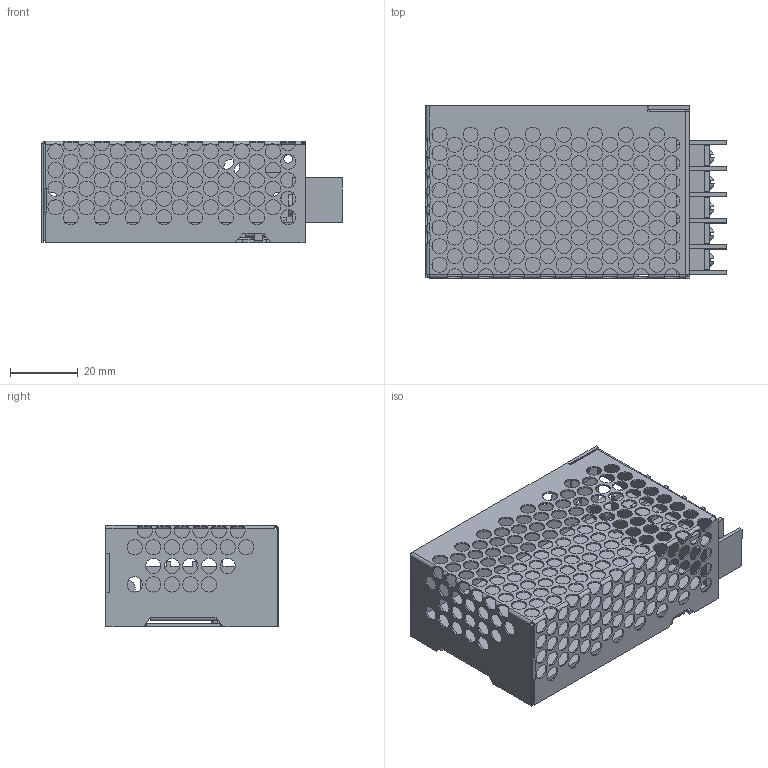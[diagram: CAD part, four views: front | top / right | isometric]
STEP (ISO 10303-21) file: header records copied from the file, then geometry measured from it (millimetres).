
FILE_DESCRIPTION (( 'STEP AP214' ), '1' );
FILE_NAME ('CDKM-15W軞蚾.STEP', '2025-03-01T06:01:06', ( 'China' ), ( 'Home' ), 'SwSTEP 2.0', 'SolidWorks 2019', '' );
FILE_SCHEMA (( 'AUTOMOTIVE_DESIGN' ));
Length unit declared in the file: millimetre
Products named in the file (5): CDKM-S15盄繚啣; CDKM-S15W裔; CDKM-S15W菁; CDKM-15W軞蚾; CDKM-S15傷赽
Assembly tree (4 placements, depth 2):
  CDKM-15W軞蚾
    CDKM-S15W菁
    CDKM-S15W裔
    CDKM-S15盄繚啣
    CDKM-S15傷赽
Bounding box: 89.05 x 51 x 30 mm (x, y, z)
Volume: 18863.9 mm3; surface area: 36041.7 mm2
Topology: 12 solids, 12 shells, 958 faces, 2837 edges, 1868 vertices
Faces by surface type: cylinder 595, plane 349, sphere 10, cone 4
Entity records: 37040 total; most frequent: CARTESIAN_POINT 7190, DIRECTION 5697, ORIENTED_EDGE 5674, EDGE_CURVE 2837, AXIS2_PLACEMENT_3D 2155, VERTEX_POINT 1868, VECTOR 1387, LINE 1387
